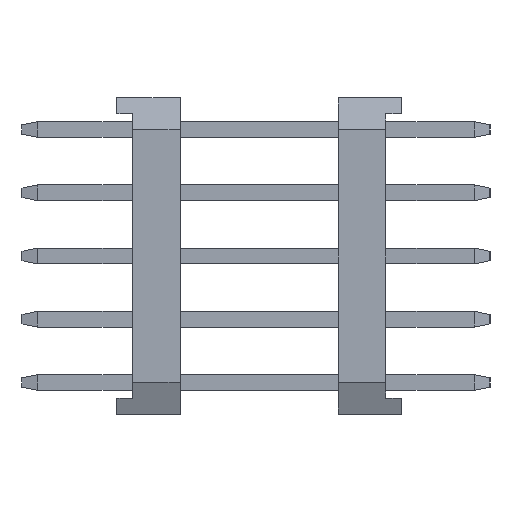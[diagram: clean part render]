
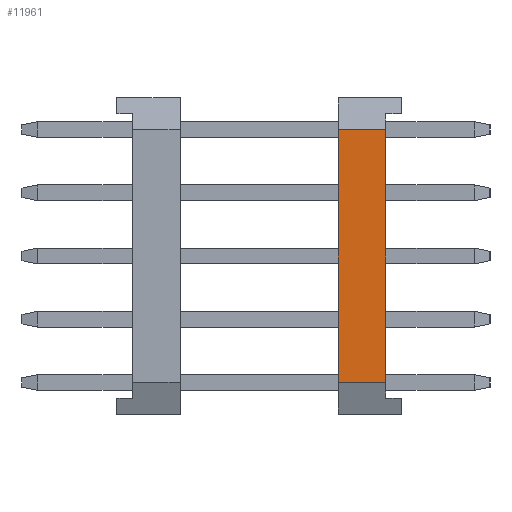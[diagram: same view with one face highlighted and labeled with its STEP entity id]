
A CAD part, left-side view. The second image highlights one B-rep face of the part: STEP entity #11961.
In plain terms, the highlighted planar face has unit normal (-1, 0, 0).
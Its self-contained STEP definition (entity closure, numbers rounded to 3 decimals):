
#160=CARTESIAN_POINT('',(13.,2.,-5.));
#161=VERTEX_POINT('',#160);
#194=CARTESIAN_POINT('',(13.,0.5,-5.));
#195=VERTEX_POINT('',#194);
#202=CARTESIAN_POINT('',(13.,0.5,-5.));
#203=DIRECTION('',(0.,1.,0.));
#204=VECTOR('',#203,1.5);
#205=LINE('',#202,#204);
#206=EDGE_CURVE('',#195,#161,#205,.T.);
#9168=CARTESIAN_POINT('',(13.,0.5,3.));
#9169=VERTEX_POINT('',#9168);
#9176=CARTESIAN_POINT('',(13.,0.5,3.));
#9177=DIRECTION('',(0.,0.,-1.));
#9178=VECTOR('',#9177,8.);
#9179=LINE('',#9176,#9178);
#9180=EDGE_CURVE('',#9169,#195,#9179,.T.);
#9996=CARTESIAN_POINT('',(13.,2.,3.));
#9997=VERTEX_POINT('',#9996);
#10274=CARTESIAN_POINT('',(13.,2.,-5.));
#10275=DIRECTION('',(0.,0.,1.));
#10276=VECTOR('',#10275,8.);
#10277=LINE('',#10274,#10276);
#10278=EDGE_CURVE('',#161,#9997,#10277,.T.);
#11941=CARTESIAN_POINT('',(13.,2.,3.));
#11942=DIRECTION('',(0.,-1.,0.));
#11943=VECTOR('',#11942,1.5);
#11944=LINE('',#11941,#11943);
#11945=EDGE_CURVE('',#9997,#9169,#11944,.T.);
#11950=CARTESIAN_POINT('',(13.,1.25,-1.));
#11951=DIRECTION('',(0.,0.,1.));
#11952=DIRECTION('',(-1.,0.,0.));
#11953=AXIS2_PLACEMENT_3D('',#11950,#11952,#11951);
#11954=PLANE('',#11953);
#11955=ORIENTED_EDGE('',*,*,#11945,.F.);
#11956=ORIENTED_EDGE('',*,*,#10278,.F.);
#11957=ORIENTED_EDGE('',*,*,#206,.F.);
#11958=ORIENTED_EDGE('',*,*,#9180,.F.);
#11959=EDGE_LOOP('',(#11955,#11956,#11957,#11958));
#11960=FACE_OUTER_BOUND('',#11959,.T.);
#11961=ADVANCED_FACE('',(#11960),#11954,.T.);
